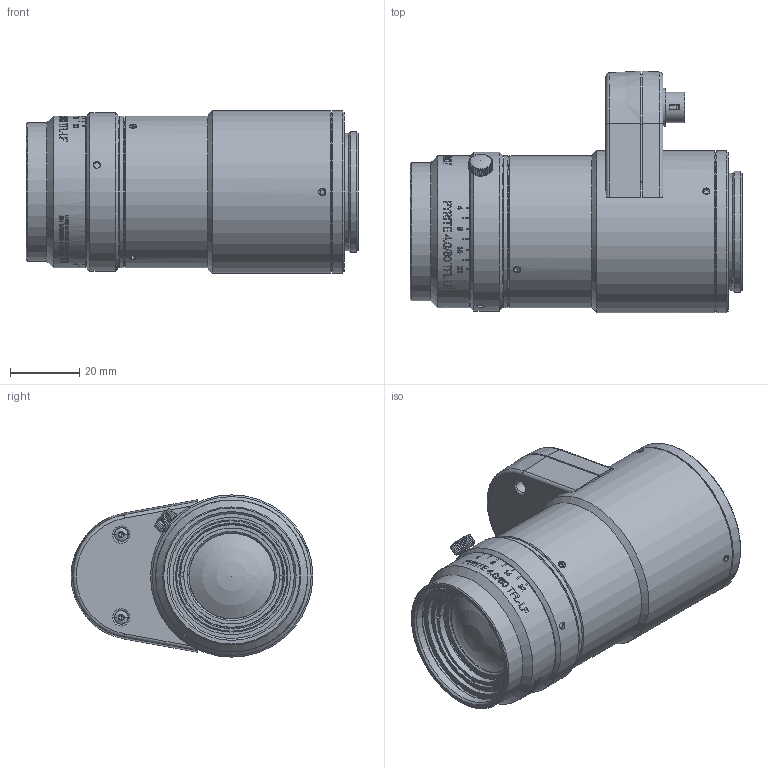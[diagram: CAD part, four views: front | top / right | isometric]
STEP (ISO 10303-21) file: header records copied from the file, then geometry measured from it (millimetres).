
FILE_DESCRIPTION(/* description */ (''),/* implementation_level */ '2;1');
FILE_NAME(/* name */ 'tbd_00170825_001.stp',/* time_stamp */ '2022-09-23T08:15:36+02:00',/* author */ (''),/* organization */ (''),/* preprocessor_version */ 'ST-DEVELOPER v16',/* originating_system */ 'SIEMENS PLM Software NX 10.0',/* authorisation */ '');
FILE_SCHEMA (('AP203_CONFIGURATION_CONTROLLED_3D_DESIGN_OF_MECHANICAL_PARTS_AND_ASSEMBLIES_MIM_LF { 1 0 10303 403 2 1 2}'));
Length unit declared in the file: millimetre
Products named in the file (1): Froe5ADCF512ndob
Bounding box: 96.13 x 70 x 47 mm (x, y, z)
Volume: 118610.3 mm3; surface area: 35520.5 mm2
Topology: 9 solids, 11 shells, 1235 faces, 3572 edges, 2539 vertices
Faces by surface type: plane 537, cylinder 457, cone 126, bspline 58, torus 51, sphere 6
Full cylindrical faces by diameter (mm): 1.6 x2, 2 x2, 2.05 x9, 3.8 x1, 24.8 x1, 26 x1, 27.8 x1, 29 x1, 29.7 x1, 29.96 x1, 33 x1, 34 x2, 35 x1, 36.2 x1, 37.3 x1, 38 x2, 39 x1, 39.2 x1, 39.5 x1, 40 x2, 40.3 x1, 41.5 x1, 42 x1, 44 x3, 44.01 x1, 45.499 x1, 46 x2, 47 x2
Entity records: 46873 total; most frequent: CARTESIAN_POINT 16004, ORIENTED_EDGE 6877, DIRECTION 5493, EDGE_CURVE 3453, VERTEX_POINT 2512, AXIS2_PLACEMENT_3D 2034, EDGE_LOOP 1544, LINE 1425
